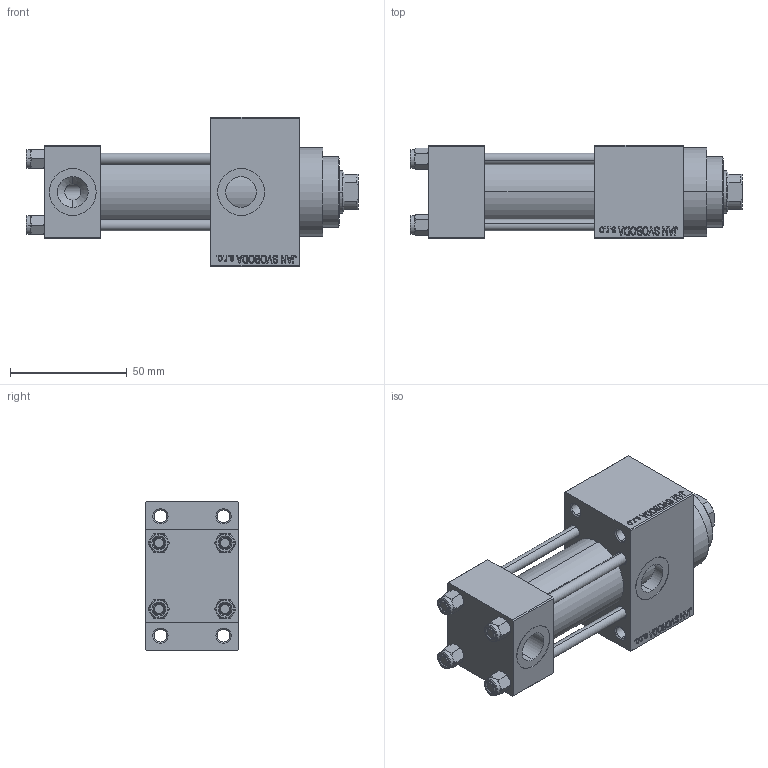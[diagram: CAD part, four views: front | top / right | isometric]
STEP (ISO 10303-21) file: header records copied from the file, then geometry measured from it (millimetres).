
FILE_DESCRIPTION (( 'STEP AP203' ), '1' );
FILE_NAME ('2e83.STEP', '2025-05-26T14:38:22', ( '' ), ( '' ), 'SwSTEP 2.0', 'SolidWorks 2019', '' );
FILE_SCHEMA (( 'CONFIG_CONTROL_DESIGN' ));
Length unit declared in the file: millimetre
Products named in the file (6): V215CR_D_TYCINKA d780256bdcb1be07f65d4f6be0fe4305; V215CR_VCP_D d780256bdcb1be07f65d4f6be0fe4305; V215CR_D_Body d780256bdcb1be07f65d4f6be0fe4305; V215_VC_A d780256bdcb1be07f65d4f6be0fe4305; 2e83; NUT_M5_D d780256bdcb1be07f65d4f6be0fe4305
Assembly tree (11 placements, depth 2):
  2e83
    V215CR_D_Body d780256bdcb1be07f65d4f6be0fe4305
    V215CR_VCP_D d780256bdcb1be07f65d4f6be0fe4305
    NUT_M5_D d780256bdcb1be07f65d4f6be0fe4305  x4
    V215CR_D_TYCINKA d780256bdcb1be07f65d4f6be0fe4305  x4
    V215_VC_A d780256bdcb1be07f65d4f6be0fe4305
Bounding box: 142 x 40 x 64 mm (x, y, z)
Volume: 180793.3 mm3; surface area: 64212.3 mm2
Topology: 11 solids, 11 shells, 1100 faces, 2738 edges, 1771 vertices
Faces by surface type: plane 495, bspline 368, cone 142, cylinder 87, torus 8
Entity records: 47054 total; most frequent: CARTESIAN_POINT 25020, ORIENTED_EDGE 4968, DIRECTION 3170, EDGE_CURVE 2484, VERTEX_POINT 1627, VECTOR 1500, LINE 1500, EDGE_LOOP 1111
